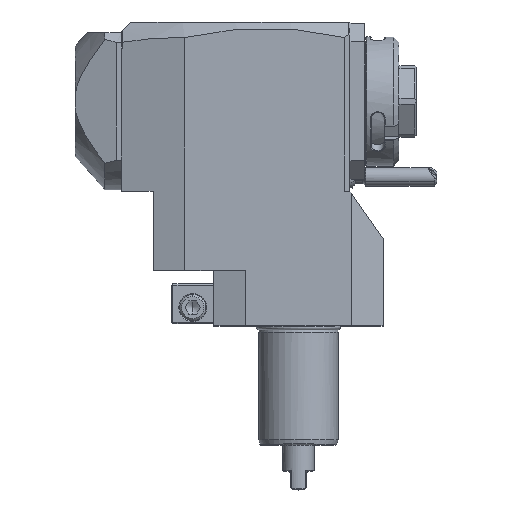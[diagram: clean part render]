
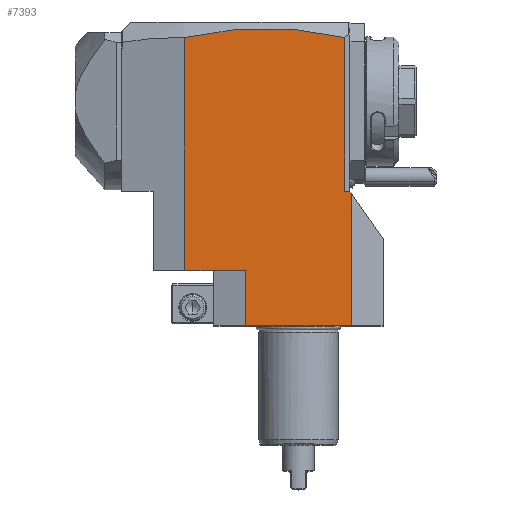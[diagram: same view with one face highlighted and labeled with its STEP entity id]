
A CAD part, top view. The second image highlights one B-rep face of the part: STEP entity #7393.
In plain terms, the highlighted planar face has unit normal (0, 0, 1).
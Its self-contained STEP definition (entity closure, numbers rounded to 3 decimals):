
#21=DIRECTION('',(0.,-1.,0.));
#22=VECTOR('',#21,88.092);
#23=CARTESIAN_POINT('',(-20.,58.092,32.));
#24=LINE('',#23,#22);
#39=CARTESIAN_POINT('',(40.5,58.133,32.));
#40=CARTESIAN_POINT('',(35.458,59.345,32.));
#41=CARTESIAN_POINT('',(25.373,61.145,32.));
#42=CARTESIAN_POINT('',(10.247,62.032,32.));
#43=CARTESIAN_POINT('',(-4.877,61.124,32.));
#44=CARTESIAN_POINT('',(-14.959,59.311,32.));
#45=CARTESIAN_POINT('',(-20.,58.092,32.));
#47=DIRECTION('',(-0.574,0.819,0.));
#48=VECTOR('',#47,0.872);
#49=CARTESIAN_POINT('',(43.,-0.714,32.));
#50=LINE('',#49,#48);
#51=DIRECTION('',(0.,1.,0.));
#52=VECTOR('',#51,50.286);
#53=CARTESIAN_POINT('',(43.,-51.,32.));
#54=LINE('',#53,#52);
#127=DIRECTION('',(1.,0.,0.));
#128=VECTOR('',#127,23.);
#129=CARTESIAN_POINT('',(-20.,-30.,32.));
#130=LINE('',#129,#128);
#772=DIRECTION('',(0.,1.,0.));
#773=VECTOR('',#772,58.133);
#774=CARTESIAN_POINT('',(40.5,0.,32.));
#775=LINE('',#774,#773);
#785=DIRECTION('',(-1.,0.,0.));
#786=VECTOR('',#785,2.);
#787=CARTESIAN_POINT('',(42.5,0.,32.));
#788=LINE('',#787,#786);
#3242=DIRECTION('',(0.,-1.,0.));
#3243=VECTOR('',#3242,21.);
#3244=CARTESIAN_POINT('',(3.,-30.,32.));
#3245=LINE('',#3244,#3243);
#3266=DIRECTION('',(-1.,0.,0.));
#3267=VECTOR('',#3266,40.);
#3268=CARTESIAN_POINT('',(43.,-51.,32.));
#3269=LINE('',#3268,#3267);
#6374=VERTEX_POINT('',#39);
#6375=VERTEX_POINT('',#45);
#7124=CARTESIAN_POINT('',(43.,-51.,32.));
#7125=VERTEX_POINT('',#7124);
#7126=CARTESIAN_POINT('',(3.,-51.,32.));
#7127=VERTEX_POINT('',#7126);
#7168=CARTESIAN_POINT('',(-20.,-30.,32.));
#7170=VERTEX_POINT('',#7168);
#7176=CARTESIAN_POINT('',(43.,-0.714,32.));
#7177=CARTESIAN_POINT('',(42.5,0.,32.));
#7178=VERTEX_POINT('',#7176);
#7179=VERTEX_POINT('',#7177);
#7288=CARTESIAN_POINT('',(40.5,0.,32.));
#7289=VERTEX_POINT('',#7288);
#7310=CARTESIAN_POINT('',(3.,-30.,32.));
#7311=VERTEX_POINT('',#7310);
#7369=CARTESIAN_POINT('',(-44.,0.,32.));
#7370=DIRECTION('',(0.,0.,1.));
#7371=DIRECTION('',(1.,0.,0.));
#7372=AXIS2_PLACEMENT_3D('',#7369,#7370,#7371);
#7373=PLANE('',#7372);
#7375=ORIENTED_EDGE('',*,*,#7374,.F.);
#7377=ORIENTED_EDGE('',*,*,#7376,.T.);
#7379=ORIENTED_EDGE('',*,*,#7378,.F.);
#7381=ORIENTED_EDGE('',*,*,#7380,.F.);
#7382=ORIENTED_EDGE('',*,*,#7352,.F.);
#7384=ORIENTED_EDGE('',*,*,#7383,.F.);
#7386=ORIENTED_EDGE('',*,*,#7385,.F.);
#7388=ORIENTED_EDGE('',*,*,#7387,.F.);
#7390=ORIENTED_EDGE('',*,*,#7389,.F.);
#7391=EDGE_LOOP('',(#7375,#7377,#7379,#7381,#7382,#7384,#7386,#7388,#7390));
#7392=FACE_OUTER_BOUND('',#7391,.F.);
#46=B_SPLINE_CURVE_WITH_KNOTS('',3,(#39,#40,#41,#42,#43,#44,#45),.UNSPECIFIED.,
.F.,.F.,(4,1,1,1,4),(0.,0.25,0.5,0.75,1.),.UNSPECIFIED.);
#7352=EDGE_CURVE('',#6375,#7170,#24,.T.);
#7374=EDGE_CURVE('',#7125,#7178,#54,.T.);
#7376=EDGE_CURVE('',#7125,#7127,#3269,.T.);
#7378=EDGE_CURVE('',#7311,#7127,#3245,.T.);
#7380=EDGE_CURVE('',#7170,#7311,#130,.T.);
#7383=EDGE_CURVE('',#6374,#6375,#46,.T.);
#7385=EDGE_CURVE('',#7289,#6374,#775,.T.);
#7387=EDGE_CURVE('',#7179,#7289,#788,.T.);
#7389=EDGE_CURVE('',#7178,#7179,#50,.T.);
#7393=ADVANCED_FACE('',(#7392),#7373,.T.);
